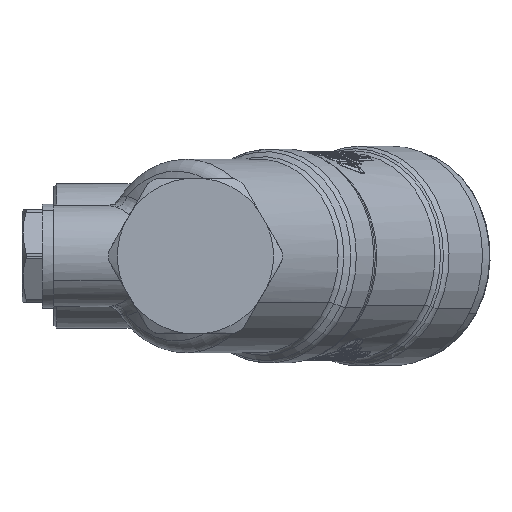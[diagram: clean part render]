
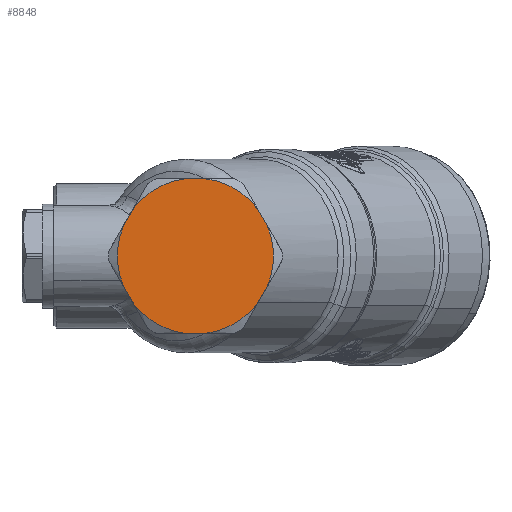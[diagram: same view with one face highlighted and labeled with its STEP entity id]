
A CAD part, left-side view. The second image highlights one B-rep face of the part: STEP entity #8848.
In plain terms, the highlighted planar face has unit normal (-1, 0, 0).
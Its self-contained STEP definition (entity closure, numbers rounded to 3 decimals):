
#7974=CARTESIAN_POINT('Axis2P3D Location',(-50.,0.,0.)) ;
#7978=CARTESIAN_POINT('Vertex',(-50.,10.785,-8.12)) ;
#7980=CARTESIAN_POINT('Vertex',(-50.,1.64,-13.4)) ;
#8072=CARTESIAN_POINT('Axis2P3D Location',(-50.,0.,0.)) ;
#8076=CARTESIAN_POINT('Vertex',(-50.,-1.64,-13.4)) ;
#8078=CARTESIAN_POINT('Vertex',(-50.,-10.785,-8.12)) ;
#8306=CARTESIAN_POINT('Axis2P3D Location',(-50.,0.,0.)) ;
#8310=CARTESIAN_POINT('Vertex',(-50.,-12.425,-5.28)) ;
#8312=CARTESIAN_POINT('Vertex',(-50.,-12.425,5.28)) ;
#8540=CARTESIAN_POINT('Axis2P3D Location',(-50.,0.,0.)) ;
#8544=CARTESIAN_POINT('Vertex',(-50.,-10.785,8.12)) ;
#8546=CARTESIAN_POINT('Vertex',(-50.,-1.64,13.4)) ;
#8758=CARTESIAN_POINT('Axis2P3D Location',(-50.,0.,0.)) ;
#8762=CARTESIAN_POINT('Vertex',(-50.,1.64,13.4)) ;
#8764=CARTESIAN_POINT('Vertex',(-50.,10.785,8.12)) ;
#8790=CARTESIAN_POINT('Axis2P3D Location',(-50.,-13.5,0.)) ;
#8795=CARTESIAN_POINT('Line Origine',(-50.,0.,-13.4)) ;
#8800=CARTESIAN_POINT('Line Origine',(-50.,-11.605,-6.7)) ;
#8805=CARTESIAN_POINT('Line Origine',(-50.,-11.605,6.7)) ;
#8810=CARTESIAN_POINT('Line Origine',(-50.,0.,13.4)) ;
#8815=CARTESIAN_POINT('Line Origine',(-50.,11.605,6.7)) ;
#8819=CARTESIAN_POINT('Vertex',(-50.,12.425,5.28)) ;
#8822=CARTESIAN_POINT('Axis2P3D Location',(-50.,0.,0.)) ;
#8826=CARTESIAN_POINT('Vertex',(-50.,12.425,-5.28)) ;
#8829=CARTESIAN_POINT('Line Origine',(-50.,11.605,-6.7)) ;
#7975=DIRECTION('Axis2P3D Direction',(1.,-0.,0.)) ;
#8073=DIRECTION('Axis2P3D Direction',(1.,-0.,0.)) ;
#8307=DIRECTION('Axis2P3D Direction',(1.,-0.,0.)) ;
#8541=DIRECTION('Axis2P3D Direction',(1.,-0.,0.)) ;
#8759=DIRECTION('Axis2P3D Direction',(1.,-0.,0.)) ;
#8791=DIRECTION('Axis2P3D Direction',(-1.,0.,0.)) ;
#8792=DIRECTION('Axis2P3D XDirection',(0.,1.,0.)) ;
#8796=DIRECTION('Vector Direction',(0.,1.,0.)) ;
#8801=DIRECTION('Vector Direction',(0.,0.5,-0.866)) ;
#8806=DIRECTION('Vector Direction',(0.,0.5,0.866)) ;
#8811=DIRECTION('Vector Direction',(0.,-1.,0.)) ;
#8816=DIRECTION('Vector Direction',(0.,-0.5,0.866)) ;
#8823=DIRECTION('Axis2P3D Direction',(-1.,0.,0.)) ;
#8830=DIRECTION('Vector Direction',(0.,-0.5,-0.866)) ;
#7976=AXIS2_PLACEMENT_3D('Circle Axis2P3D',#7974,#7975,$) ;
#8074=AXIS2_PLACEMENT_3D('Circle Axis2P3D',#8072,#8073,$) ;
#8308=AXIS2_PLACEMENT_3D('Circle Axis2P3D',#8306,#8307,$) ;
#8542=AXIS2_PLACEMENT_3D('Circle Axis2P3D',#8540,#8541,$) ;
#8760=AXIS2_PLACEMENT_3D('Circle Axis2P3D',#8758,#8759,$) ;
#8793=AXIS2_PLACEMENT_3D('Plane Axis2P3D',#8790,#8791,#8792) ;
#8824=AXIS2_PLACEMENT_3D('Circle Axis2P3D',#8822,#8823,$) ;
#8835=ORIENTED_EDGE('',*,*,#7982,.T.) ;
#8836=ORIENTED_EDGE('',*,*,#8799,.F.) ;
#8837=ORIENTED_EDGE('',*,*,#8080,.T.) ;
#8838=ORIENTED_EDGE('',*,*,#8804,.F.) ;
#8839=ORIENTED_EDGE('',*,*,#8314,.T.) ;
#8840=ORIENTED_EDGE('',*,*,#8809,.T.) ;
#8841=ORIENTED_EDGE('',*,*,#8548,.T.) ;
#8842=ORIENTED_EDGE('',*,*,#8814,.F.) ;
#8843=ORIENTED_EDGE('',*,*,#8766,.T.) ;
#8844=ORIENTED_EDGE('',*,*,#8821,.F.) ;
#8845=ORIENTED_EDGE('',*,*,#8828,.T.) ;
#8846=ORIENTED_EDGE('',*,*,#8833,.T.) ;
#8797=VECTOR('Line Direction',#8796,1.) ;
#8802=VECTOR('Line Direction',#8801,1.) ;
#8807=VECTOR('Line Direction',#8806,1.) ;
#8812=VECTOR('Line Direction',#8811,1.) ;
#8817=VECTOR('Line Direction',#8816,1.) ;
#8831=VECTOR('Line Direction',#8830,1.) ;
#8848=ADVANCED_FACE('PartBody',(#8847),#8794,.T.) ;
#7977=CIRCLE('generated circle',#7976,13.5) ;
#8075=CIRCLE('generated circle',#8074,13.5) ;
#8309=CIRCLE('generated circle',#8308,13.5) ;
#8543=CIRCLE('generated circle',#8542,13.5) ;
#8761=CIRCLE('generated circle',#8760,13.5) ;
#8825=CIRCLE('generated circle',#8824,13.5) ;
#7982=EDGE_CURVE('',#7979,#7981,#7977,.F.) ;
#8080=EDGE_CURVE('',#8077,#8079,#8075,.F.) ;
#8314=EDGE_CURVE('',#8311,#8313,#8309,.F.) ;
#8548=EDGE_CURVE('',#8545,#8547,#8543,.F.) ;
#8766=EDGE_CURVE('',#8763,#8765,#8761,.F.) ;
#8799=EDGE_CURVE('',#8077,#7981,#8798,.T.) ;
#8804=EDGE_CURVE('',#8311,#8079,#8803,.T.) ;
#8809=EDGE_CURVE('',#8313,#8545,#8808,.T.) ;
#8814=EDGE_CURVE('',#8763,#8547,#8813,.T.) ;
#8821=EDGE_CURVE('',#8820,#8765,#8818,.T.) ;
#8828=EDGE_CURVE('',#8820,#8827,#8825,.T.) ;
#8833=EDGE_CURVE('',#8827,#7979,#8832,.T.) ;
#8834=EDGE_LOOP('',(#8835,#8836,#8837,#8838,#8839,#8840,#8841,#8842,#8843,#8844,#8845,#8846)) ;
#8847=FACE_OUTER_BOUND('',#8834,.T.) ;
#8798=LINE('Line',#8795,#8797) ;
#8803=LINE('Line',#8800,#8802) ;
#8808=LINE('Line',#8805,#8807) ;
#8813=LINE('Line',#8810,#8812) ;
#8818=LINE('Line',#8815,#8817) ;
#8832=LINE('Line',#8829,#8831) ;
#8794=PLANE('',#8793) ;
#7979=VERTEX_POINT('',#7978) ;
#7981=VERTEX_POINT('',#7980) ;
#8077=VERTEX_POINT('',#8076) ;
#8079=VERTEX_POINT('',#8078) ;
#8311=VERTEX_POINT('',#8310) ;
#8313=VERTEX_POINT('',#8312) ;
#8545=VERTEX_POINT('',#8544) ;
#8547=VERTEX_POINT('',#8546) ;
#8763=VERTEX_POINT('',#8762) ;
#8765=VERTEX_POINT('',#8764) ;
#8820=VERTEX_POINT('',#8819) ;
#8827=VERTEX_POINT('',#8826) ;
